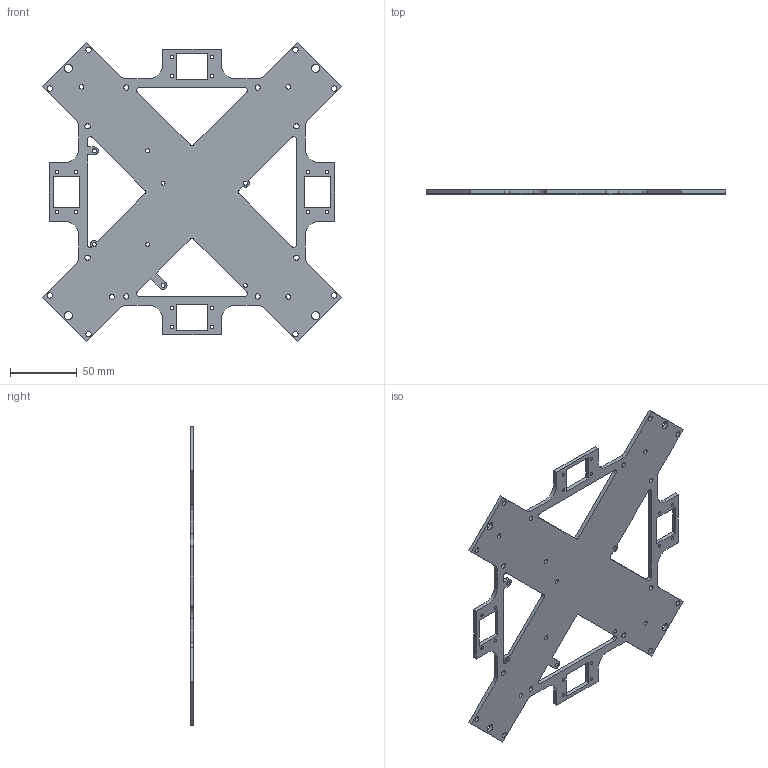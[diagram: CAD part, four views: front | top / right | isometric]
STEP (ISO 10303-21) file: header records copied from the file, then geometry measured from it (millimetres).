
FILE_DESCRIPTION(/* description */ (''),/* implementation_level */ '2;1');
FILE_NAME(/* name */ 'top-alum-plate_INCHES1.step',/* time_stamp */ '2016-02-29T14:33:27-05:00',/* author */ (''),/* organization */ (''),/* preprocessor_version */ 'ST-DEVELOPER v16.2',/* originating_system */ 'Autodesk Translation Framework v4.3.0.3010',/* authorisation */ '');
FILE_SCHEMA (('AUTOMOTIVE_DESIGN { 1 0 10303 214 3 1 1 }'));
Length unit declared in the file: centimetre
Products named in the file (1): top-alum-plate v18
Bounding box: 224.31 x 2.92 x 224.31 mm (x, y, z)
Volume: 81736.4 mm3; surface area: 64058.8 mm2
Topology: 1 solids, 1 shells, 149 faces, 441 edges, 294 vertices
Faces by surface type: cylinder 80, plane 69
Full cylindrical faces by diameter (mm): 2.5 x16, 3 x8, 3.5 x4, 4 x16, 6 x4
Entity records: 5050 total; most frequent: DIRECTION 853, CARTESIAN_POINT 837, ORIENTED_EDGE 786, EDGE_CURVE 393, AXIS2_PLACEMENT_3D 310, EDGE_LOOP 309, VERTEX_POINT 294, LINE 233
